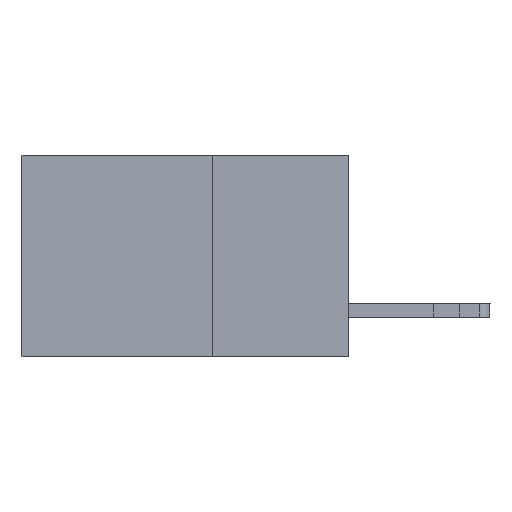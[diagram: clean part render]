
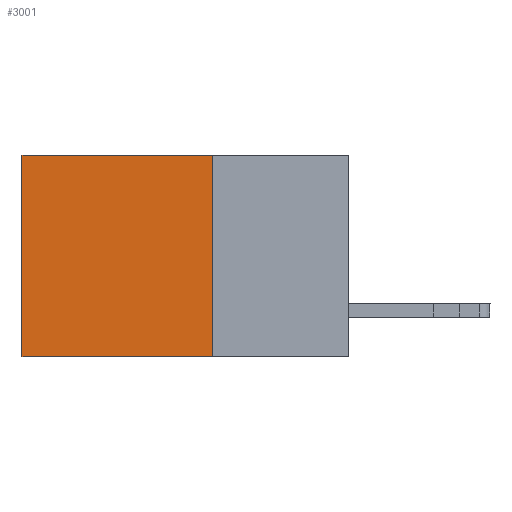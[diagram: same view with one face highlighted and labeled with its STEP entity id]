
A CAD part, left-side view. The second image highlights one B-rep face of the part: STEP entity #3001.
In plain terms, the highlighted planar face has unit normal (-1, 0, 0).
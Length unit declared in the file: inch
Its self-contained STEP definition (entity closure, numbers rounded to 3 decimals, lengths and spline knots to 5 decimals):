
#64 = VECTOR ( 'NONE', #7236, 39.37008 ) ;
#472 = LINE ( 'NONE', #3761, #64 ) ;
#858 = FACE_OUTER_BOUND ( 'NONE', #2433, .T. ) ;
#1036 = VECTOR ( 'NONE', #1919, 39.37008 ) ;
#1370 = ORIENTED_EDGE ( 'NONE', *, *, #7903, .T. ) ;
#1919 = DIRECTION ( 'NONE',  ( 0., 0., -1. ) ) ;
#1965 = CARTESIAN_POINT ( 'NONE',  ( 0.2615, 0.25, 0. ) ) ;
#2433 = EDGE_LOOP ( 'NONE', ( #13732, #5036, #4332, #1370 ) ) ;
#2515 = VERTEX_POINT ( 'NONE', #4619 ) ;
#2808 = CARTESIAN_POINT ( 'NONE',  ( 0.2615, 0.6, -0.37 ) ) ;
#3001 = ADVANCED_FACE ( 'NONE', ( #858 ), #14602, .F. ) ;
#3289 = VECTOR ( 'NONE', #4054, 39.37008 ) ;
#3671 = LINE ( 'NONE', #2808, #3289 ) ;
#3761 = CARTESIAN_POINT ( 'NONE',  ( 0.2615, 0.25, -0.37 ) ) ;
#3762 = CARTESIAN_POINT ( 'NONE',  ( 0.2615, 0.6, -0.37 ) ) ;
#3971 = AXIS2_PLACEMENT_3D ( 'NONE', #14510, #14163, #14080 ) ;
#4054 = DIRECTION ( 'NONE',  ( 0., 0., -1. ) ) ;
#4332 = ORIENTED_EDGE ( 'NONE', *, *, #4378, .F. ) ;
#4378 = EDGE_CURVE ( 'NONE', #12978, #9817, #10031, .T. ) ;
#4619 = CARTESIAN_POINT ( 'NONE',  ( 0.2615, 0.6, 0. ) ) ;
#5036 = ORIENTED_EDGE ( 'NONE', *, *, #6576, .F. ) ;
#5788 = DIRECTION ( 'NONE',  ( 0., 1., 0. ) ) ;
#6576 = EDGE_CURVE ( 'NONE', #9817, #9219, #472, .T. ) ;
#7236 = DIRECTION ( 'NONE',  ( 0., 1., 0. ) ) ;
#7903 = EDGE_CURVE ( 'NONE', #12978, #2515, #14378, .T. ) ;
#8951 = CARTESIAN_POINT ( 'NONE',  ( 0.2615, 0.25, -0.37 ) ) ;
#9219 = VERTEX_POINT ( 'NONE', #3762 ) ;
#9403 = CARTESIAN_POINT ( 'NONE',  ( 0.2615, 0.25, -0.37 ) ) ;
#9817 = VERTEX_POINT ( 'NONE', #9403 ) ;
#10031 = LINE ( 'NONE', #8951, #1036 ) ;
#10244 = EDGE_CURVE ( 'NONE', #2515, #9219, #3671, .T. ) ;
#11757 = VECTOR ( 'NONE', #5788, 39.37008 ) ;
#12507 = CARTESIAN_POINT ( 'NONE',  ( 0.2615, 0.25, 0. ) ) ;
#12978 = VERTEX_POINT ( 'NONE', #1965 ) ;
#13732 = ORIENTED_EDGE ( 'NONE', *, *, #10244, .T. ) ;
#14080 = DIRECTION ( 'NONE',  ( 0., 0., -1. ) ) ;
#14163 = DIRECTION ( 'NONE',  ( 1., 0., 0. ) ) ;
#14378 = LINE ( 'NONE', #12507, #11757 ) ;
#14510 = CARTESIAN_POINT ( 'NONE',  ( 0.2615, 0.25, -0.37 ) ) ;
#14602 = PLANE ( 'NONE',  #3971 ) ;
